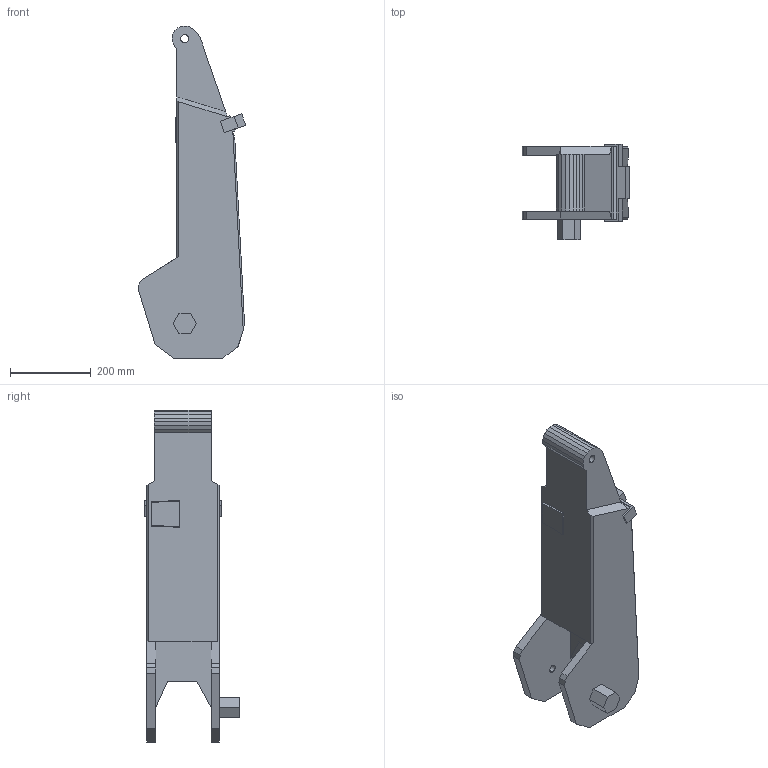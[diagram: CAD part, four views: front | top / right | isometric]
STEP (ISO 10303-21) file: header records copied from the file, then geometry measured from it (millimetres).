
FILE_DESCRIPTION (( 'STEP AP203' ), '1' );
FILE_NAME ('Link2_Default_sldprt.STEP', '2017-12-17T09:50:50', ( 'Shaotu Jia' ), ( '' ), 'SwSTEP 2.0', 'SolidWorks 2014', '' );
FILE_SCHEMA (( 'CONFIG_CONTROL_DESIGN' ));
Length unit declared in the file: millimetre
Products named in the file (1): Link2_Default_sldprt
Bounding box: 266.13 x 235 x 822.33 mm (x, y, z)
Volume: 16043537.3 mm3; surface area: 658600.1 mm2
Topology: 1 solids, 1 shells, 86 faces, 237 edges, 156 vertices
Faces by surface type: plane 80, cylinder 6
Entity records: 2770 total; most frequent: CARTESIAN_POINT 480, ORIENTED_EDGE 474, DIRECTION 423, EDGE_CURVE 237, LINE 225, VECTOR 225, VERTEX_POINT 156, AXIS2_PLACEMENT_3D 99
